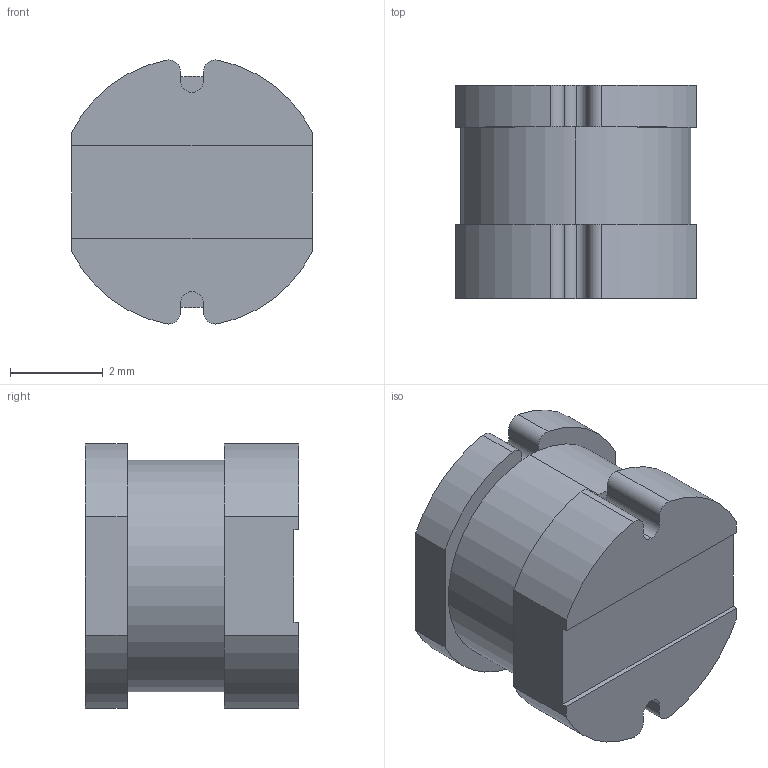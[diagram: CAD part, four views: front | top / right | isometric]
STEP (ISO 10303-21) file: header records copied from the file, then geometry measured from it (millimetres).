
FILE_DESCRIPTION (( 'STEP AP214' ), '1' );
FILE_NAME ('Inductor CD54.STEP', '2024-11-14T09:32:06', ( '' ), ( '' ), 'SwSTEP 2.0', 'SolidWorks 2021', '' );
FILE_SCHEMA (( 'AUTOMOTIVE_DESIGN' ));
Length unit declared in the file: millimetre
Products named in the file (1): Inductor CD54
Bounding box: 5.2 x 4.6 x 5.7 mm (x, y, z)
Volume: 101.7 mm3; surface area: 144.3 mm2
Topology: 1 solids, 1 shells, 157 faces, 439 edges, 290 vertices
Faces by surface type: plane 101, cylinder 28, bspline 28
Entity records: 7306 total; most frequent: CARTESIAN_POINT 1635, ORIENTED_EDGE 878, DIRECTION 707, EDGE_CURVE 439, LINE 319, VECTOR 319, VERTEX_POINT 290, AXIS2_PLACEMENT_3D 194
